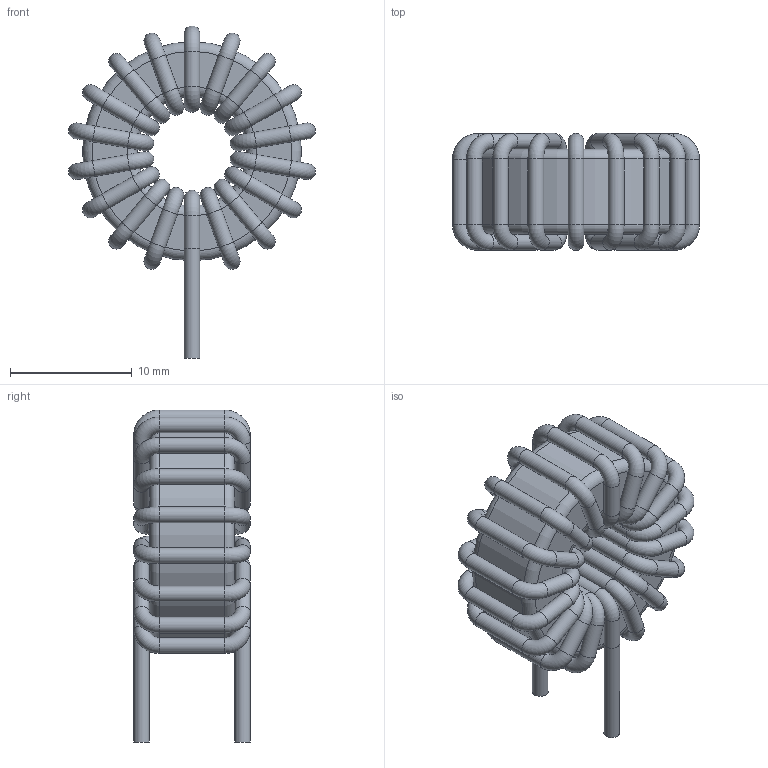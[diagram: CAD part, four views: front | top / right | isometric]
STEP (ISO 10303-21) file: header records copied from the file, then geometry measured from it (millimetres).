
FILE_DESCRIPTION(('FreeCAD Model'),'2;1');
FILE_NAME('Open CASCADE Shape Model','2022-10-19T22:33:34',('Author'),( ''),'Open CASCADE STEP processor 7.6','FreeCAD','Unknown');
FILE_SCHEMA(('AUTOMOTIVE_DESIGN { 1 0 10303 214 1 1 1 1 }'));
Length unit declared in the file: millimetre
Products named in the file (1): freecad_torroid_inductor
Bounding box: 20.31 x 9.6 x 27.3 mm (x, y, z)
Volume: 1937.1 mm3; surface area: 2841.2 mm2
Topology: 19 solids, 19 shells, 153 faces, 301 edges, 152 vertices
Faces by surface type: cylinder 75, torus 74, plane 4
Full cylindrical faces by diameter (mm): 1.3 x73, 9 x1, 18 x1
Entity records: 8801 total; most frequent: CARTESIAN_POINT 1506, DIRECTION 1150, ORIENTED_EDGE 602, PCURVE 602, DEFINITIONAL_REPRESENTATION 602, LINE 386, VECTOR 386, AXIS2_PLACEMENT_3D 380
